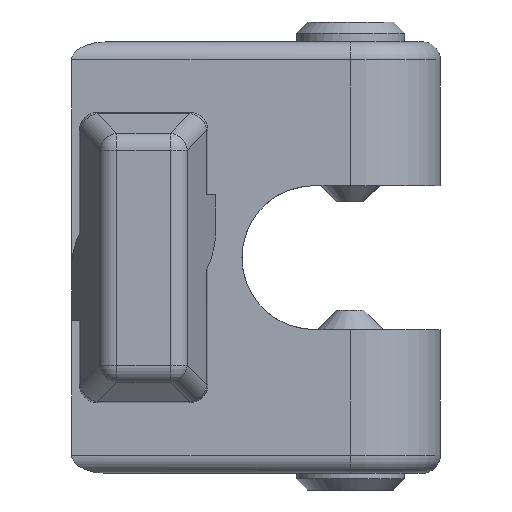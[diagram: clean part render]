
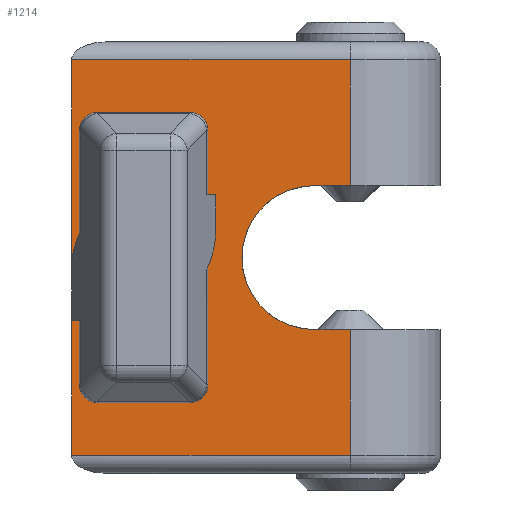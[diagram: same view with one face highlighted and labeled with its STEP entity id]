
A CAD part, front view. The second image highlights one B-rep face of the part: STEP entity #1214.
In plain terms, the highlighted planar face has unit normal (0, -1, 0).
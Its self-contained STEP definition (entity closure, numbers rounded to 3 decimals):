
#62=PLANE($,#1316);
#107=FACE_OUTER_BOUND($,#184,.T.);
#184=EDGE_LOOP($,(#852,#853,#854,#855,#856,#857,#858,#859,#860,#861,#862,
#863,#864,#865));
#272=LINE($,#1918,#364);
#277=LINE($,#1930,#369);
#278=LINE($,#1934,#370);
#279=LINE($,#1938,#371);
#280=LINE($,#1940,#372);
#281=LINE($,#1944,#373);
#282=LINE($,#1946,#374);
#283=LINE($,#1948,#375);
#284=LINE($,#1950,#376);
#285=LINE($,#1952,#377);
#286=LINE($,#1955,#378);
#364=VECTOR($,#1503,15.5);
#369=VECTOR($,#1514,7.);
#370=VECTOR($,#1519,11.5);
#371=VECTOR($,#1522,4.);
#372=VECTOR($,#1523,2.);
#373=VECTOR($,#1526,3.);
#374=VECTOR($,#1527,7.5);
#375=VECTOR($,#1528,15.5);
#376=VECTOR($,#1529,7.);
#377=VECTOR($,#1530,2.031);
#378=VECTOR($,#1533,2.031);
#467=CIRCLE($,#1317,4.);
#468=CIRCLE($,#1318,5.);
#469=CIRCLE($,#1319,4.);
#525=VERTEX_POINT($,#1868);
#538=VERTEX_POINT($,#1913);
#542=VERTEX_POINT($,#1929);
#543=VERTEX_POINT($,#1933);
#544=VERTEX_POINT($,#1935);
#545=VERTEX_POINT($,#1937);
#546=VERTEX_POINT($,#1939);
#547=VERTEX_POINT($,#1941);
#548=VERTEX_POINT($,#1943);
#549=VERTEX_POINT($,#1945);
#550=VERTEX_POINT($,#1947);
#551=VERTEX_POINT($,#1949);
#552=VERTEX_POINT($,#1951);
#553=VERTEX_POINT($,#1953);
#653=EDGE_CURVE($,#525,#538,#272,.T.);
#659=EDGE_CURVE($,#538,#542,#277,.T.);
#661=EDGE_CURVE($,#543,#525,#278,.T.);
#662=EDGE_CURVE($,#543,#544,#467,.T.);
#663=EDGE_CURVE($,#544,#545,#279,.T.);
#664=EDGE_CURVE($,#546,#545,#280,.T.);
#665=EDGE_CURVE($,#547,#546,#468,.F.);
#666=EDGE_CURVE($,#548,#547,#281,.T.);
#667=EDGE_CURVE($,#549,#548,#282,.T.);
#668=EDGE_CURVE($,#550,#549,#283,.T.);
#669=EDGE_CURVE($,#551,#550,#284,.T.);
#670=EDGE_CURVE($,#551,#552,#285,.T.);
#671=EDGE_CURVE($,#552,#553,#469,.T.);
#672=EDGE_CURVE($,#553,#542,#286,.T.);
#852=ORIENTED_EDGE($,*,*,#653,.F.);
#853=ORIENTED_EDGE($,*,*,#661,.F.);
#854=ORIENTED_EDGE($,*,*,#662,.T.);
#855=ORIENTED_EDGE($,*,*,#663,.T.);
#856=ORIENTED_EDGE($,*,*,#664,.F.);
#857=ORIENTED_EDGE($,*,*,#665,.F.);
#858=ORIENTED_EDGE($,*,*,#666,.F.);
#859=ORIENTED_EDGE($,*,*,#667,.F.);
#860=ORIENTED_EDGE($,*,*,#668,.F.);
#861=ORIENTED_EDGE($,*,*,#669,.F.);
#862=ORIENTED_EDGE($,*,*,#670,.T.);
#863=ORIENTED_EDGE($,*,*,#671,.T.);
#864=ORIENTED_EDGE($,*,*,#672,.T.);
#865=ORIENTED_EDGE($,*,*,#659,.F.);
#1214=ADVANCED_FACE($,(#107),#62,.T.);
#1316=AXIS2_PLACEMENT_3D($,#1932,#1517,#1518);
#1317=AXIS2_PLACEMENT_3D($,#1936,#1520,#1521);
#1318=AXIS2_PLACEMENT_3D($,#1942,#1524,#1525);
#1319=AXIS2_PLACEMENT_3D($,#1954,#1531,#1532);
#1503=DIRECTION($,(1.,0.,0.));
#1514=DIRECTION($,(0.,0.,-1.));
#1517=DIRECTION('center_axis',(0.,-1.,0.));
#1518=DIRECTION('ref_axis',(0.,0.,-1.));
#1519=DIRECTION($,(0.,0.,1.));
#1520=DIRECTION('center_axis',(0.,1.,0.));
#1521=DIRECTION('ref_axis',(-0.707,0.,0.707));
#1522=DIRECTION($,(1.,0.,0.));
#1523=DIRECTION($,(0.,0.,1.));
#1524=DIRECTION('center_axis',(0.,1.,0.));
#1525=DIRECTION('ref_axis',(0.707,0.,-0.707));
#1526=DIRECTION($,(1.,0.,0.));
#1527=DIRECTION($,(0.,0.,1.));
#1528=DIRECTION($,(-1.,0.,0.));
#1529=DIRECTION($,(0.,0.,-1.));
#1530=DIRECTION($,(-1.,0.,0.));
#1531=DIRECTION('center_axis',(0.,1.,0.));
#1532=DIRECTION('ref_axis',(0.,0.,-1.));
#1533=DIRECTION($,(1.,0.,0.));
#1868=CARTESIAN_POINT('',(-8.5,0.,23.));
#1913=CARTESIAN_POINT('',(7.,0.,23.));
#1918=CARTESIAN_POINT($,(0.639,0.,23.));
#1929=CARTESIAN_POINT('',(7.,0.,16.));
#1930=CARTESIAN_POINT($,(7.,0.,0.));
#1932=CARTESIAN_POINT('Origin',(0.,0.,0.));
#1933=CARTESIAN_POINT('',(-8.5,0.,11.5));
#1934=CARTESIAN_POINT($,(-8.5,0.,0.));
#1935=CARTESIAN_POINT('',(-4.5,0.,15.5));
#1936=CARTESIAN_POINT('Origin',(-4.5,0.,11.5));
#1937=CARTESIAN_POINT('',(-0.5,0.,15.5));
#1938=CARTESIAN_POINT($,(-8.5,0.,15.5));
#1939=CARTESIAN_POINT('',(-0.5,0.,13.5));
#1940=CARTESIAN_POINT($,(-0.5,0.,0.));
#1941=CARTESIAN_POINT('',(-5.5,0.,8.5));
#1942=CARTESIAN_POINT('Origin',(-5.5,0.,13.5));
#1943=CARTESIAN_POINT('',(-8.5,0.,8.5));
#1944=CARTESIAN_POINT($,(-8.5,0.,8.5));
#1945=CARTESIAN_POINT('',(-8.5,0.,1.));
#1946=CARTESIAN_POINT($,(-8.5,0.,0.));
#1947=CARTESIAN_POINT('',(7.,0.,1.));
#1948=CARTESIAN_POINT($,(0.639,0.,1.));
#1949=CARTESIAN_POINT('',(7.,0.,8.));
#1950=CARTESIAN_POINT($,(7.,0.,0.));
#1951=CARTESIAN_POINT('',(4.969,0.,8.));
#1952=CARTESIAN_POINT($,(6.,0.,8.));
#1953=CARTESIAN_POINT('',(4.969,0.,16.));
#1954=CARTESIAN_POINT('Origin',(4.969,0.,12.));
#1955=CARTESIAN_POINT($,(2.485,0.,16.));
